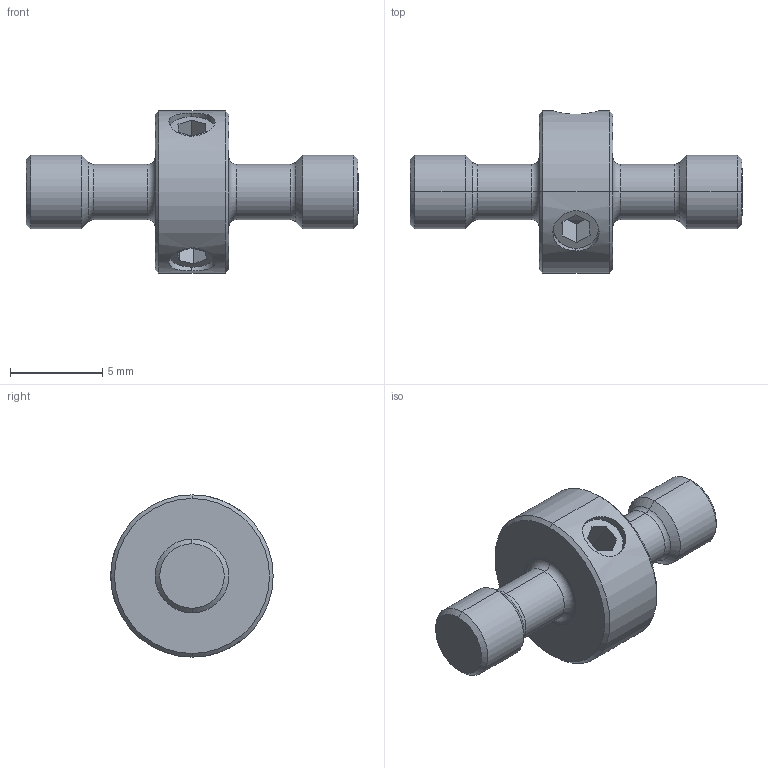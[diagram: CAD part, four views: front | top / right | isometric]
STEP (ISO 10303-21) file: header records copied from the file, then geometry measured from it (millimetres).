
FILE_DESCRIPTION (( 'STEP AP214' ), '1' );
FILE_NAME ('Z00.434.004.018.STEP', '2024-06-20T06:14:02', ( '' ), ( '' ), 'SwSTEP 2.0', 'SolidWorks 2022', '' );
FILE_SCHEMA (( 'AUTOMOTIVE_DESIGN' ));
Length unit declared in the file: millimetre
Products named in the file (4): Z20-ER3.001.018_A; ISO 4026 - M3 x 2; Z00.434.004.018; Z20-ER3.002.004_A
Assembly tree (5 placements, depth 2):
  Z00.434.004.018
    Z20-ER3.001.018_A
    Z20-ER3.002.004_A
    ISO 4026 - M3 x 2  x3
Bounding box: 18 x 8.8 x 8.8 mm (x, y, z)
Volume: 360 mm3; surface area: 635.8 mm2
Topology: 5 solids, 5 shells, 96 faces, 222 edges, 135 vertices
Faces by surface type: plane 36, cone 26, cylinder 26, torus 8
Entity records: 2444 total; most frequent: CARTESIAN_POINT 593, DIRECTION 344, ORIENTED_EDGE 312, EDGE_CURVE 156, AXIS2_PLACEMENT_3D 136, VERTEX_POINT 95, EDGE_LOOP 79, VECTOR 72
